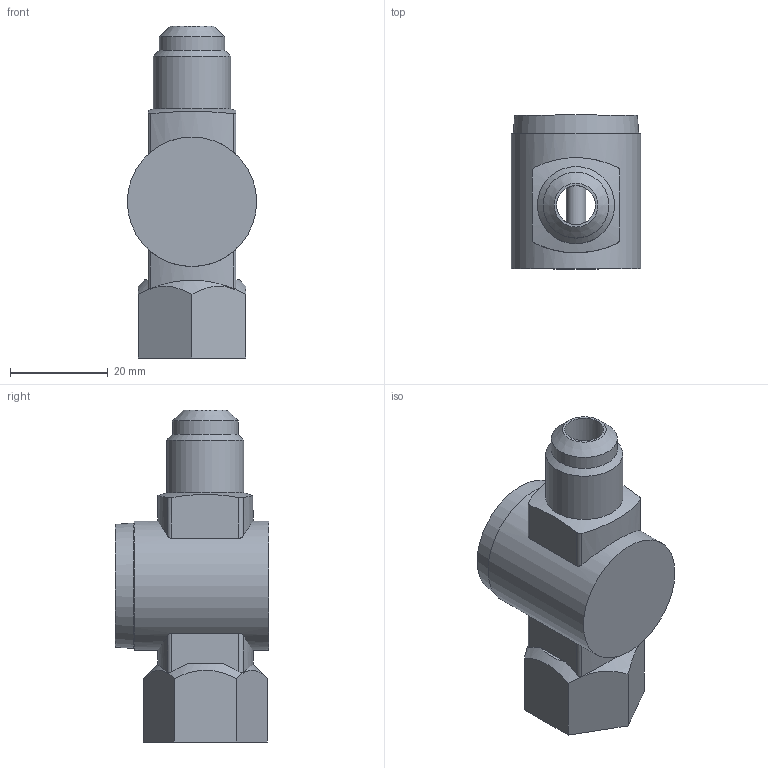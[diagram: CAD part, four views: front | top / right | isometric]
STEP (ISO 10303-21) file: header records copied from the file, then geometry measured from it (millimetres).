
FILE_DESCRIPTION(/* description */ (''),/* implementation_level */ '2;1');
FILE_NAME(/* name */ '014L0172R.stp',/* time_stamp */ '2022-08-31T14:36:46+03:00',/* author */ ('U403152'),/* organization */ (''),/* preprocessor_version */ 'ST-DEVELOPER v18.1',/* originating_system */ 'Autodesk Inventor 2020',/* authorisation */ '');
FILE_SCHEMA (('AUTOMOTIVE_DESIGN { 1 0 10303 214 3 1 1 }'));
Length unit declared in the file: millimetre
Products named in the file (1): Part1
Bounding box: 26.5 x 31.5 x 68 mm (x, y, z)
Volume: 21047.3 mm3; surface area: 9839.8 mm2
Topology: 1 solids, 19 shells, 396 faces, 1096 edges, 734 vertices
Faces by surface type: plane 218, bspline 145, cylinder 23, cone 10
Full cylindrical faces by diameter (mm): 4 x1, 8 x1, 10 x1, 13.5 x1, 14.7 x1, 15.6 x1, 15.8 x1, 16 x1, 20 x2, 26.5 x1
Entity records: 23944 total; most frequent: CARTESIAN_POINT 14265, ORIENTED_EDGE 2192, DIRECTION 1348, EDGE_CURVE 1096, VERTEX_POINT 734, LINE 674, VECTOR 674, EDGE_LOOP 456
